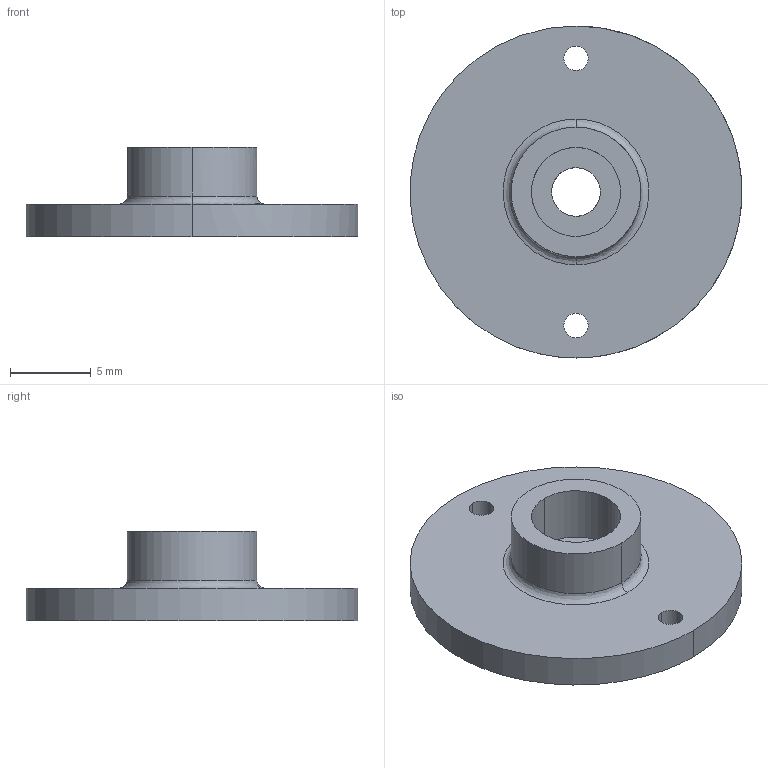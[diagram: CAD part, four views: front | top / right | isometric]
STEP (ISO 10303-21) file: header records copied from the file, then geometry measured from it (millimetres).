
FILE_DESCRIPTION(/* description */ (''),/* implementation_level */ '2;1');
FILE_NAME(/* name */ 'HAND_D~1',/* time_stamp */ '2018-07-04T18:01:30+02:00',/* author */ (''),/* organization */ (''),/* preprocessor_version */ 'ST-DEVELOPER v15',/* originating_system */ '',/* authorisation */ '');
FILE_SCHEMA (('CONFIG_CONTROL_DESIGN'));
Length unit declared in the file: millimetre
Products named in the file (3): Document; Servo Horn
Assembly tree (2 placements, depth 3):
  Document
    Document
      Servo Horn
Bounding box: 20.47 x 20.5 x 5.5 mm (x, y, z)
Volume: 724.1 mm3; surface area: 953.3 mm2
Topology: 1 solids, 1 shells, 21 faces, 46 edges, 30 vertices
Faces by surface type: bspline 16, plane 5
Entity records: 1179 total; most frequent: CARTESIAN_POINT 639, ORIENTED_EDGE 92, EDGE_CURVE 46, EDGE_LOOP 30, VERTEX_POINT 30, ADVANCED_FACE 21, FACE_OUTER_BOUND 21, ORGANIZATION 21
